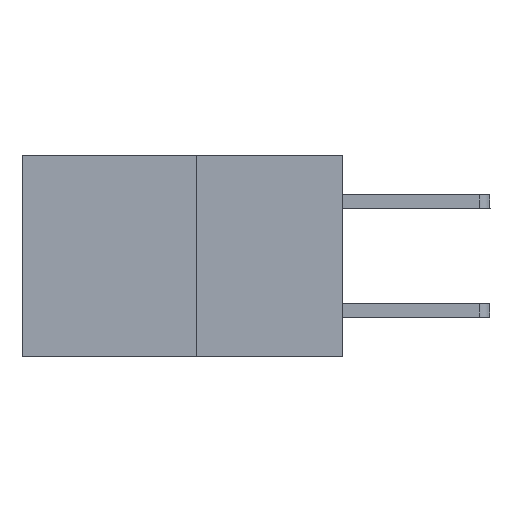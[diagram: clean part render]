
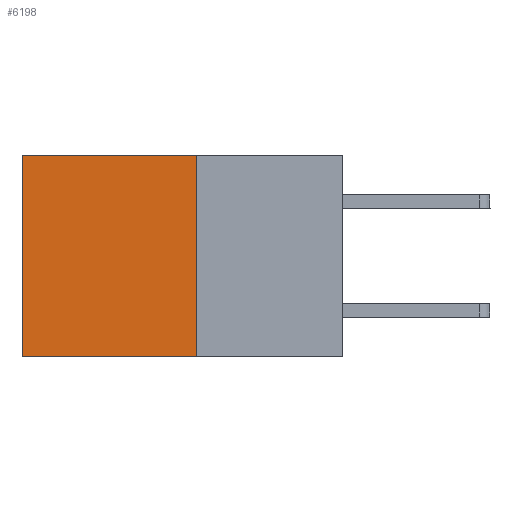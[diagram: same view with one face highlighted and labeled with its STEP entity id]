
A CAD part, left-side view. The second image highlights one B-rep face of the part: STEP entity #6198.
In plain terms, the highlighted planar face has unit normal (-1, 0, 0).
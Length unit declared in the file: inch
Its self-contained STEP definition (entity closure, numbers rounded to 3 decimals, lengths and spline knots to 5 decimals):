
#361 = CARTESIAN_POINT ( 'NONE',  ( 0.277, 0.27, 0. ) ) ;
#601 = DIRECTION ( 'NONE',  ( 0., 0., -1. ) ) ;
#667 = EDGE_CURVE ( 'NONE', #3738, #9330, #10247, .T. ) ;
#692 = CARTESIAN_POINT ( 'NONE',  ( 0.277, 0.27, 0. ) ) ;
#928 = CARTESIAN_POINT ( 'NONE',  ( 0.277, 0.59, -0.37 ) ) ;
#1459 = FACE_OUTER_BOUND ( 'NONE', #10013, .T. ) ;
#1748 = VERTEX_POINT ( 'NONE', #8188 ) ;
#2613 = ORIENTED_EDGE ( 'NONE', *, *, #667, .T. ) ;
#2743 = CARTESIAN_POINT ( 'NONE',  ( 0.277, 0.27, -0.37 ) ) ;
#2828 = CARTESIAN_POINT ( 'NONE',  ( 0.277, 0.27, -0.37 ) ) ;
#3048 = ORIENTED_EDGE ( 'NONE', *, *, #4155, .F. ) ;
#3564 = DIRECTION ( 'NONE',  ( 0., 1., 0. ) ) ;
#3703 = DIRECTION ( 'NONE',  ( 1., 0., 0. ) ) ;
#3708 = EDGE_CURVE ( 'NONE', #9330, #10587, #7278, .T. ) ;
#3738 = VERTEX_POINT ( 'NONE', #361 ) ;
#3783 = DIRECTION ( 'NONE',  ( 0., 1., 0. ) ) ;
#3908 = ORIENTED_EDGE ( 'NONE', *, *, #8430, .F. ) ;
#4155 = EDGE_CURVE ( 'NONE', #3738, #1748, #10336, .T. ) ;
#5161 = CARTESIAN_POINT ( 'NONE',  ( 0.277, 0.59, 0. ) ) ;
#5328 = VECTOR ( 'NONE', #10118, 39.37008 ) ;
#6198 = ADVANCED_FACE ( 'NONE', ( #1459 ), #6478, .F. ) ;
#6478 = PLANE ( 'NONE',  #7640 ) ;
#7223 = LINE ( 'NONE', #2828, #11827 ) ;
#7278 = LINE ( 'NONE', #928, #9447 ) ;
#7640 = AXIS2_PLACEMENT_3D ( 'NONE', #2743, #3703, #10229 ) ;
#7767 = VECTOR ( 'NONE', #3564, 39.37008 ) ;
#8156 = ORIENTED_EDGE ( 'NONE', *, *, #3708, .T. ) ;
#8188 = CARTESIAN_POINT ( 'NONE',  ( 0.277, 0.27, -0.37 ) ) ;
#8430 = EDGE_CURVE ( 'NONE', #1748, #10587, #7223, .T. ) ;
#8637 = CARTESIAN_POINT ( 'NONE',  ( 0.277, 0.59, -0.37 ) ) ;
#9330 = VERTEX_POINT ( 'NONE', #5161 ) ;
#9447 = VECTOR ( 'NONE', #601, 39.37008 ) ;
#10013 = EDGE_LOOP ( 'NONE', ( #8156, #3908, #3048, #2613 ) ) ;
#10118 = DIRECTION ( 'NONE',  ( 0., 0., -1. ) ) ;
#10181 = CARTESIAN_POINT ( 'NONE',  ( 0.277, 0.27, -0.37 ) ) ;
#10229 = DIRECTION ( 'NONE',  ( 0., 0., -1. ) ) ;
#10247 = LINE ( 'NONE', #692, #7767 ) ;
#10336 = LINE ( 'NONE', #10181, #5328 ) ;
#10587 = VERTEX_POINT ( 'NONE', #8637 ) ;
#11827 = VECTOR ( 'NONE', #3783, 39.37008 ) ;
